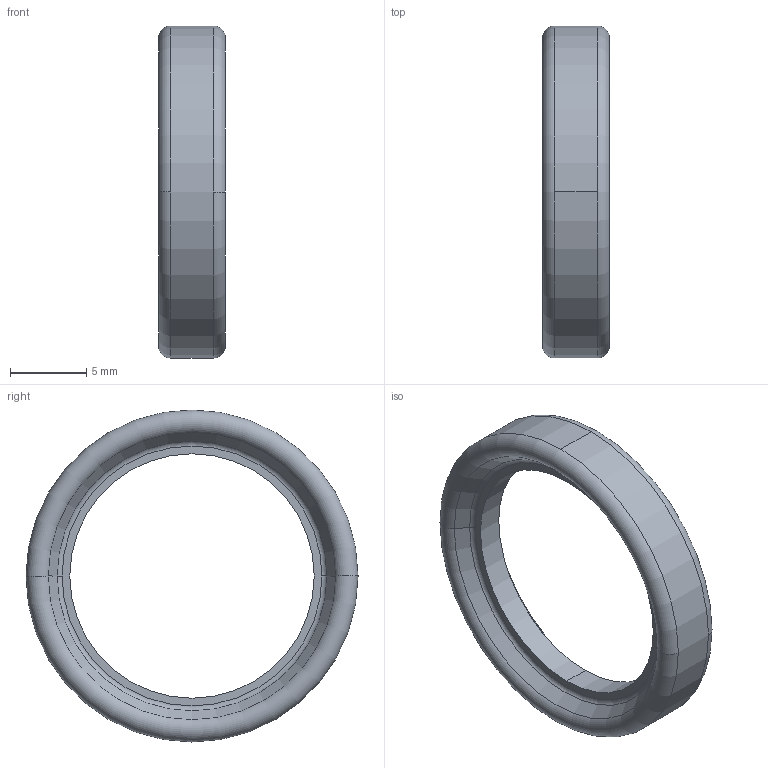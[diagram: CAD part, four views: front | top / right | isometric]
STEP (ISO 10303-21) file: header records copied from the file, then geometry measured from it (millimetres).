
FILE_DESCRIPTION (( 'STEP AP214' ), '1' );
FILE_NAME ('GK.BS.0075.PS.STEP', '2020-03-26T09:04:49', ( '' ), ( '' ), 'SwSTEP 2.0', 'SolidWorks 2019', '' );
FILE_SCHEMA (( 'AUTOMOTIVE_DESIGN' ));
Length unit declared in the file: millimetre
Products named in the file (1): GK.BS.0075.PS
Bounding box: 4.4 x 21.8 x 21.8 mm (x, y, z)
Volume: 557.1 mm3; surface area: 751.3 mm2
Topology: 1 solids, 1 shells, 18 faces, 40 edges, 24 vertices
Faces by surface type: torus 8, cone 4, cylinder 4, plane 2
Entity records: 550 total; most frequent: DIRECTION 110, CARTESIAN_POINT 83, ORIENTED_EDGE 80, AXIS2_PLACEMENT_3D 51, EDGE_CURVE 40, CIRCLE 32, VERTEX_POINT 24, EDGE_LOOP 20
